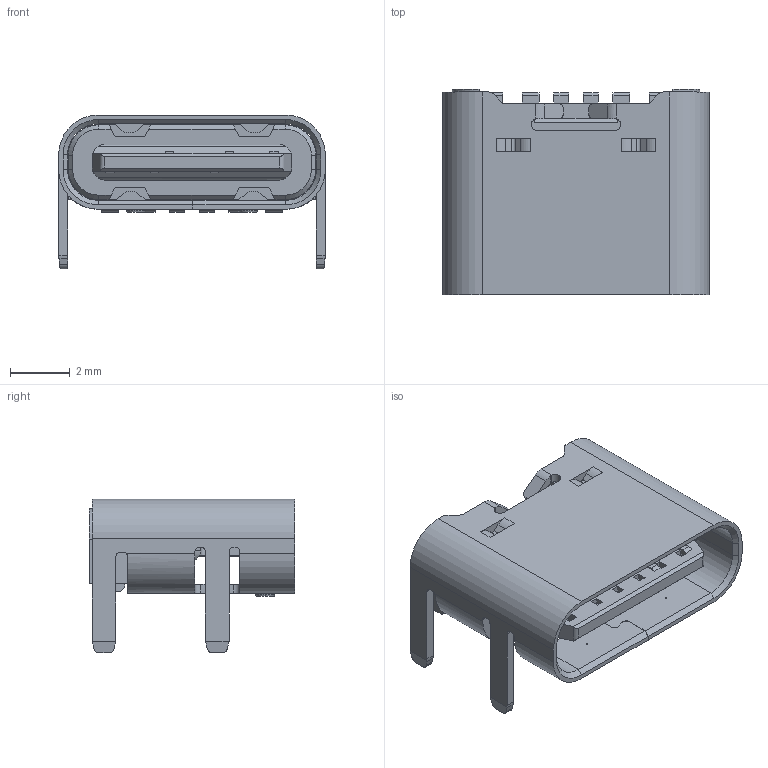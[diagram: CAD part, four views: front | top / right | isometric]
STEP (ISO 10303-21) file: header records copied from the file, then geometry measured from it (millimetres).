
FILE_DESCRIPTION((''),'2;1');
FILE_NAME('2171750001','2021-03-03T',('gga'),(''),'PRO/ENGINEER BY PARAMETRIC TECHNOLOGY CORPORATION, 2016010','PRO/ENGINEER BY PARAMETRIC TECHNOLOGY CORPORATION, 2016010','');
FILE_SCHEMA(('CONFIG_CONTROL_DESIGN'));
Length unit declared in the file: millimetre
Products named in the file (1): 2171750001
Bounding box: 8.94 x 6.9 x 5.16 mm (x, y, z)
Volume: 91 mm3; surface area: 465.8 mm2
Topology: 2 solids, 19 shells, 827 faces, 2340 edges, 1555 vertices
Faces by surface type: plane 604, cylinder 197, cone 18, torus 8
Entity records: 26819 total; most frequent: CARTESIAN_POINT 5304, ORIENTED_EDGE 4568, DIRECTION 4199, EDGE_CURVE 2284, VECTOR 1849, LINE 1849, VERTEX_POINT 1499, AXIS2_PLACEMENT_3D 1175
